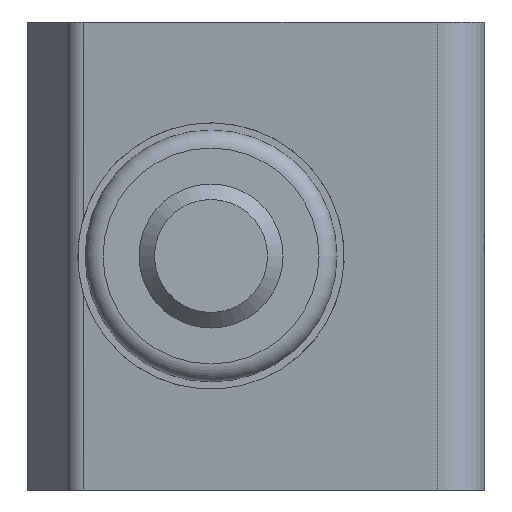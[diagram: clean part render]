
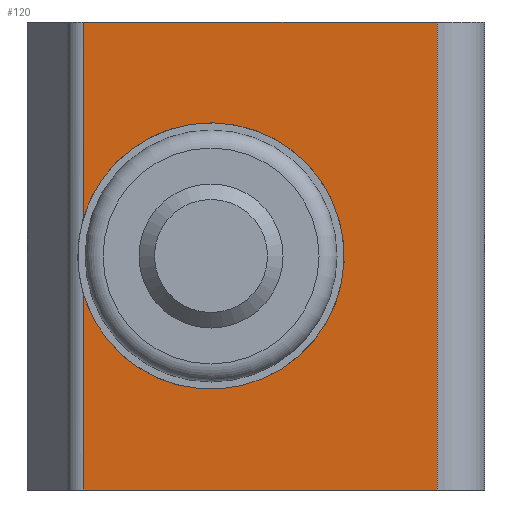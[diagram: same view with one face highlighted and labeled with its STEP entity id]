
A CAD part, front view. The second image highlights one B-rep face of the part: STEP entity #120.
In plain terms, the highlighted planar face has unit normal (-0.092, -0.996, 0).
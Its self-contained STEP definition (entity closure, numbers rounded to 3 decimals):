
#120 = ADVANCED_FACE( '', ( #256 ), #257, .F. );
#256 = FACE_OUTER_BOUND( '', #399, .T. );
#257 = PLANE( '', #400 );
#399 = EDGE_LOOP( '', ( #669, #670, #671, #672, #673, #674 ) );
#400 = AXIS2_PLACEMENT_3D( '', #675, #676, #677 );
#669 = ORIENTED_EDGE( '', *, *, #868, .F. );
#670 = ORIENTED_EDGE( '', *, *, #837, .T. );
#671 = ORIENTED_EDGE( '', *, *, #800, .T. );
#672 = ORIENTED_EDGE( '', *, *, #869, .F. );
#673 = ORIENTED_EDGE( '', *, *, #870, .F. );
#674 = ORIENTED_EDGE( '', *, *, #834, .T. );
#675 = CARTESIAN_POINT( '', ( -3.543, 1.318, 6.5 ) );
#676 = DIRECTION( '', ( 0.092, 0.996, 0. ) );
#677 = DIRECTION( '', ( -0.996, 0.092, 0. ) );
#800 = EDGE_CURVE( '', #948, #946, #949, .T. );
#834 = EDGE_CURVE( '', #1002, #999, #1003, .T. );
#837 = EDGE_CURVE( '', #1000, #948, #1007, .T. );
#868 = EDGE_CURVE( '', #1000, #999, #1047, .F. );
#869 = EDGE_CURVE( '', #1048, #946, #1049, .T. );
#870 = EDGE_CURVE( '', #1002, #1048, #1050, .T. );
#946 = VERTEX_POINT( '', #1144 );
#948 = VERTEX_POINT( '', #1146 );
#949 = LINE( '', #1147, #1148 );
#999 = VERTEX_POINT( '', #1213 );
#1000 = VERTEX_POINT( '', #1214 );
#1002 = VERTEX_POINT( '', #1225 );
#1003 = LINE( '', #1226, #1227 );
#1007 = LINE( '', #1232, #1233 );
#1047 = ELLIPSE( '', #1286, 3.716, 3.7 );
#1048 = VERTEX_POINT( '', #1287 );
#1049 = LINE( '', #1288, #1289 );
#1050 = LINE( '', #1290, #1291 );
#1144 = CARTESIAN_POINT( '', ( 6.289, 0.405, -6.5 ) );
#1146 = CARTESIAN_POINT( '', ( -3.543, 1.318, -6.5 ) );
#1147 = CARTESIAN_POINT( '', ( -3.543, 1.318, -6.5 ) );
#1148 = VECTOR( '', #1360, 1000. );
#1213 = CARTESIAN_POINT( '', ( -3.543, 1.318, 1.067 ) );
#1214 = CARTESIAN_POINT( '', ( -3.543, 1.318, -1.067 ) );
#1225 = CARTESIAN_POINT( '', ( -3.543, 1.318, 6.5 ) );
#1226 = CARTESIAN_POINT( '', ( -3.543, 1.318, 6.5 ) );
#1227 = VECTOR( '', #1400, 1000. );
#1232 = CARTESIAN_POINT( '', ( -3.543, 1.318, 6.5 ) );
#1233 = VECTOR( '', #1405, 1000. );
#1286 = AXIS2_PLACEMENT_3D( '', #1434, #1435, #1436 );
#1287 = CARTESIAN_POINT( '', ( 6.289, 0.405, 6.5 ) );
#1288 = CARTESIAN_POINT( '', ( 6.289, 0.405, 6.5 ) );
#1289 = VECTOR( '', #1437, 1000. );
#1290 = CARTESIAN_POINT( '', ( -3.543, 1.318, 6.5 ) );
#1291 = VECTOR( '', #1438, 1000. );
#1360 = DIRECTION( '', ( 0.996, -0.092, 0. ) );
#1400 = DIRECTION( '', ( 0., 0., -1. ) );
#1405 = DIRECTION( '', ( 0., 0., -1. ) );
#1434 = CARTESIAN_POINT( '', ( 0., 0.989, 0. ) );
#1435 = DIRECTION( '', ( 0.092, 0.996, 0. ) );
#1436 = DIRECTION( '', ( 0.996, -0.092, 0. ) );
#1437 = DIRECTION( '', ( 0., 0., -1. ) );
#1438 = DIRECTION( '', ( 0.996, -0.092, 0. ) );
